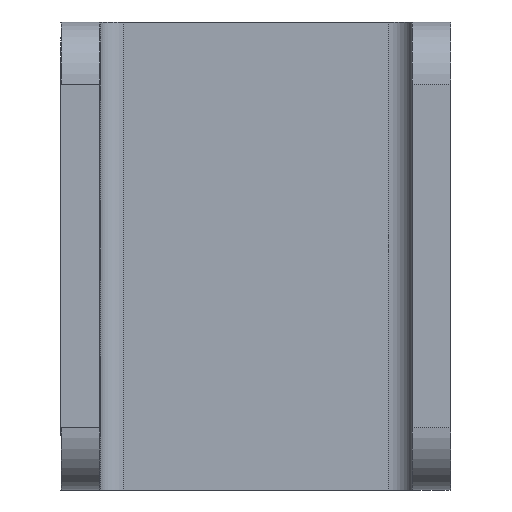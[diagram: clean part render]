
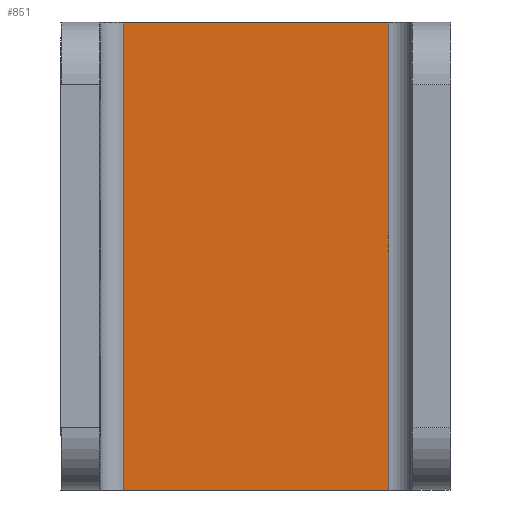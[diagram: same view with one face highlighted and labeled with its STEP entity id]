
A CAD part, left-side view. The second image highlights one B-rep face of the part: STEP entity #851.
In plain terms, the highlighted planar face has unit normal (-1, 0, 0).
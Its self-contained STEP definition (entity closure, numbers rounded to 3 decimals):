
#95=FACE_OUTER_BOUND('',#142,.T.);
#142=EDGE_LOOP('',(#713,#714,#715,#716));
#240=LINE('',#1385,#336);
#241=LINE('',#1388,#337);
#242=LINE('',#1390,#338);
#243=LINE('',#1391,#339);
#336=VECTOR('',#1136,10.);
#337=VECTOR('',#1139,10.);
#338=VECTOR('',#1140,10.);
#339=VECTOR('',#1141,10.);
#417=VERTEX_POINT('',#1381);
#418=VERTEX_POINT('',#1383);
#419=VERTEX_POINT('',#1387);
#420=VERTEX_POINT('',#1389);
#530=EDGE_CURVE('',#417,#418,#240,.T.);
#531=EDGE_CURVE('',#419,#417,#241,.T.);
#532=EDGE_CURVE('',#420,#418,#242,.T.);
#533=EDGE_CURVE('',#419,#420,#243,.T.);
#713=ORIENTED_EDGE('',*,*,#531,.T.);
#714=ORIENTED_EDGE('',*,*,#530,.T.);
#715=ORIENTED_EDGE('',*,*,#532,.F.);
#716=ORIENTED_EDGE('',*,*,#533,.F.);
#812=PLANE('',#931);
#851=ADVANCED_FACE('',(#95),#812,.T.);
#931=AXIS2_PLACEMENT_3D('',#1386,#1137,#1138);
#1136=DIRECTION('',(0.,0.,1.));
#1137=DIRECTION('center_axis',(-1.,0.,0.));
#1138=DIRECTION('ref_axis',(0.,-1.,0.));
#1139=DIRECTION('',(0.,-1.,0.));
#1140=DIRECTION('',(0.,-1.,0.));
#1141=DIRECTION('',(0.,0.,1.));
#1381=CARTESIAN_POINT('',(105.,8.,0.));
#1383=CARTESIAN_POINT('',(105.,8.,60.));
#1385=CARTESIAN_POINT('',(105.,8.,0.));
#1386=CARTESIAN_POINT('Origin',(105.,42.,0.));
#1387=CARTESIAN_POINT('',(105.,42.,0.));
#1388=CARTESIAN_POINT('',(105.,42.,0.));
#1389=CARTESIAN_POINT('',(105.,42.,60.));
#1390=CARTESIAN_POINT('',(105.,42.,60.));
#1391=CARTESIAN_POINT('',(105.,42.,0.));
